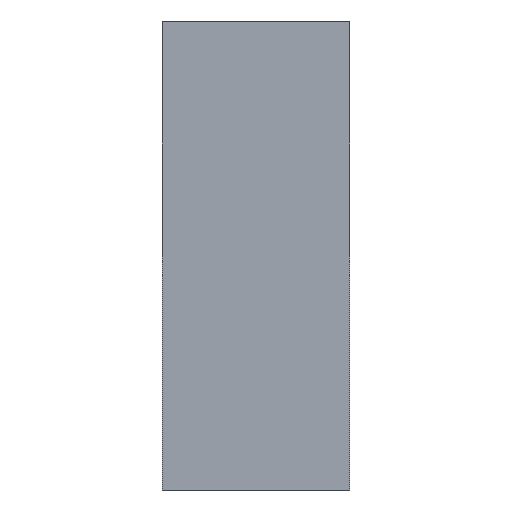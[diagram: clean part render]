
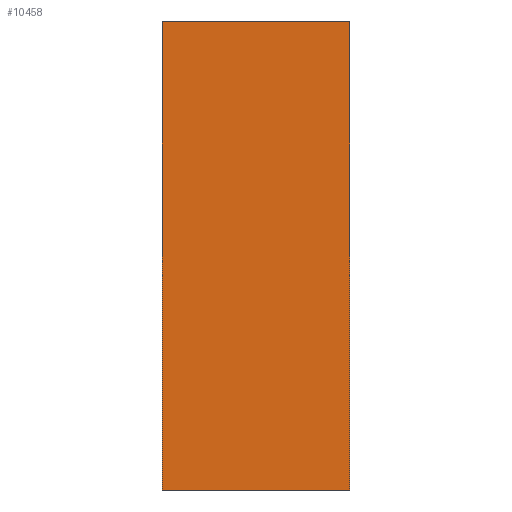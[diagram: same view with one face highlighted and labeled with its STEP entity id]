
A CAD part, left-side view. The second image highlights one B-rep face of the part: STEP entity #10458.
In plain terms, the highlighted planar face has unit normal (-1, 0, 0).
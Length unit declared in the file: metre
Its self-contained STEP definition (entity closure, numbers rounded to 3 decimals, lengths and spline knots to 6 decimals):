
#1800=ORIENTED_EDGE('',*,*,#4520,.T.);
#1801=ORIENTED_EDGE('',*,*,#3239,.F.);
#1802=ORIENTED_EDGE('',*,*,#4521,.F.);
#1803=ORIENTED_EDGE('',*,*,#3232,.T.);
#3232=EDGE_CURVE('',#4743,#4741,#5747,.T.);
#3239=EDGE_CURVE('',#4749,#4746,#5753,.T.);
#4520=EDGE_CURVE('',#4741,#4746,#6906,.T.);
#4521=EDGE_CURVE('',#4743,#4749,#6907,.T.);
#4741=VERTEX_POINT('',#13850);
#4743=VERTEX_POINT('',#13853);
#4746=VERTEX_POINT('',#13861);
#4749=VERTEX_POINT('',#13866);
#5747=LINE('',#13852,#7085);
#5753=LINE('',#13867,#7091);
#6906=LINE('',#16505,#8244);
#6907=LINE('',#16506,#8245);
#7085=VECTOR('',#11225,1.);
#7091=VECTOR('',#11235,1.);
#8244=VECTOR('',#13398,1.);
#8245=VECTOR('',#13399,1.);
#8799=EDGE_LOOP('',(#1800,#1801,#1802,#1803));
#9399=FACE_BOUND('',#8799,.T.);
#9995=PLANE('',#11076);
#10458=ADVANCED_FACE('',(#9399),#9995,.F.);
#11076=AXIS2_PLACEMENT_3D('',#16504,#13396,#13397);
#11225=DIRECTION('',(0.,1.,0.));
#11235=DIRECTION('',(0.,1.,0.));
#13396=DIRECTION('',(1.,0.,0.));
#13397=DIRECTION('',(0.,0.,-1.));
#13398=DIRECTION('',(0.,0.,-1.));
#13399=DIRECTION('',(0.,0.,-1.));
#13850=CARTESIAN_POINT('',(-0.085,0.,0.025));
#13852=CARTESIAN_POINT('',(-0.085,-0.02,0.025));
#13853=CARTESIAN_POINT('',(-0.085,-0.02,0.025));
#13861=CARTESIAN_POINT('',(-0.085,0.,-0.025));
#13866=CARTESIAN_POINT('',(-0.085,-0.02,-0.025));
#13867=CARTESIAN_POINT('',(-0.085,-0.02,-0.025));
#16504=CARTESIAN_POINT('',(-0.085,-0.02,0.));
#16505=CARTESIAN_POINT('',(-0.085,0.,0.));
#16506=CARTESIAN_POINT('',(-0.085,-0.02,0.));
